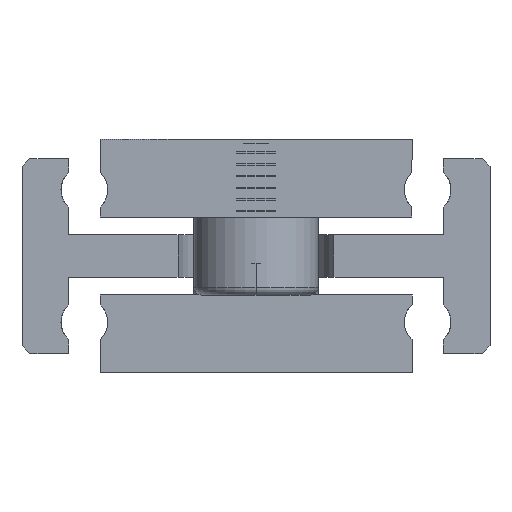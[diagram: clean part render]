
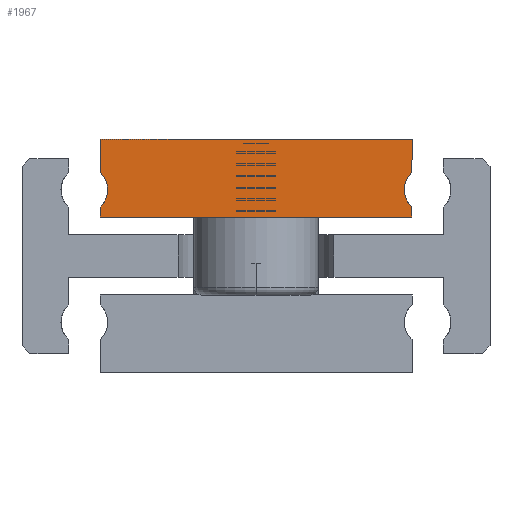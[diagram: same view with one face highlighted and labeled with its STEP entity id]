
A CAD part, front view. The second image highlights one B-rep face of the part: STEP entity #1967.
In plain terms, the highlighted planar face has unit normal (0, -1, 0).
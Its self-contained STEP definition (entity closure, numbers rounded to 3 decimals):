
#106=PLANE('',#2202);
#228=FACE_OUTER_BOUND('',#369,.T.);
#369=EDGE_LOOP('',(#1675,#1676,#1677,#1678,#1679,#1680,#1681,#1682));
#523=LINE('',#3464,#688);
#524=LINE('',#3467,#689);
#532=LINE('',#3481,#697);
#533=LINE('',#3484,#698);
#535=LINE('',#3487,#700);
#536=LINE('',#3489,#701);
#688=VECTOR('',#2645,4.264);
#689=VECTOR('',#2648,1.264);
#697=VECTOR('',#2660,1.264);
#698=VECTOR('',#2663,4.264);
#700=VECTOR('',#2667,40.);
#701=VECTOR('',#2670,40.);
#758=CIRCLE('',#2139,3.);
#759=CIRCLE('',#2141,3.);
#918=VERTEX_POINT('',#3265);
#919=VERTEX_POINT('',#3267);
#922=VERTEX_POINT('',#3309);
#923=VERTEX_POINT('',#3310);
#963=VERTEX_POINT('',#3462);
#964=VERTEX_POINT('',#3466);
#968=VERTEX_POINT('',#3479);
#969=VERTEX_POINT('',#3483);
#1137=EDGE_CURVE('',#919,#918,#758,.T.);
#1141=EDGE_CURVE('',#922,#923,#759,.T.);
#1201=EDGE_CURVE('',#963,#923,#523,.T.);
#1202=EDGE_CURVE('',#922,#964,#524,.T.);
#1210=EDGE_CURVE('',#968,#918,#532,.T.);
#1211=EDGE_CURVE('',#919,#969,#533,.T.);
#1213=EDGE_CURVE('',#964,#968,#535,.T.);
#1214=EDGE_CURVE('',#969,#963,#536,.T.);
#1675=ORIENTED_EDGE('',*,*,#1141,.T.);
#1676=ORIENTED_EDGE('',*,*,#1201,.F.);
#1677=ORIENTED_EDGE('',*,*,#1214,.F.);
#1678=ORIENTED_EDGE('',*,*,#1211,.F.);
#1679=ORIENTED_EDGE('',*,*,#1137,.T.);
#1680=ORIENTED_EDGE('',*,*,#1210,.F.);
#1681=ORIENTED_EDGE('',*,*,#1213,.F.);
#1682=ORIENTED_EDGE('',*,*,#1202,.F.);
#1967=ADVANCED_FACE('',(#228),#106,.F.);
#2139=AXIS2_PLACEMENT_3D('',#3268,#2508,#2509);
#2141=AXIS2_PLACEMENT_3D('',#3311,#2513,#2514);
#2202=AXIS2_PLACEMENT_3D('',#3490,#2671,#2672);
#2508=DIRECTION('center_axis',(0.,1.,0.));
#2509=DIRECTION('ref_axis',(1.,0.,0.));
#2513=DIRECTION('center_axis',(0.,1.,0.));
#2514=DIRECTION('ref_axis',(1.,0.,0.));
#2645=DIRECTION('',(0.,0.,-1.));
#2648=DIRECTION('',(0.,0.,-1.));
#2660=DIRECTION('',(0.,0.,1.));
#2663=DIRECTION('',(0.,0.,1.));
#2667=DIRECTION('',(-1.,0.,0.));
#2670=DIRECTION('',(1.,0.,0.));
#2671=DIRECTION('center_axis',(0.,1.,0.));
#2672=DIRECTION('ref_axis',(0.,0.,1.));
#3265=CARTESIAN_POINT('',(-20.,-425.,-2.236));
#3267=CARTESIAN_POINT('',(-20.,-425.,2.236));
#3268=CARTESIAN_POINT('Origin',(-22.,-425.,0.));
#3309=CARTESIAN_POINT('',(20.,-425.,-2.236));
#3310=CARTESIAN_POINT('',(20.,-425.,2.236));
#3311=CARTESIAN_POINT('Origin',(22.,-425.,0.));
#3462=CARTESIAN_POINT('',(20.,-425.,6.5));
#3464=CARTESIAN_POINT('',(20.,-425.,6.5));
#3466=CARTESIAN_POINT('',(20.,-425.,-3.5));
#3467=CARTESIAN_POINT('',(20.,-425.,-2.236));
#3479=CARTESIAN_POINT('',(-20.,-425.,-3.5));
#3481=CARTESIAN_POINT('',(-20.,-425.,-3.5));
#3483=CARTESIAN_POINT('',(-20.,-425.,6.5));
#3484=CARTESIAN_POINT('',(-20.,-425.,2.236));
#3487=CARTESIAN_POINT('',(20.,-425.,-3.5));
#3489=CARTESIAN_POINT('',(-20.,-425.,6.5));
#3490=CARTESIAN_POINT('Origin',(0.,-425.,1.5));
